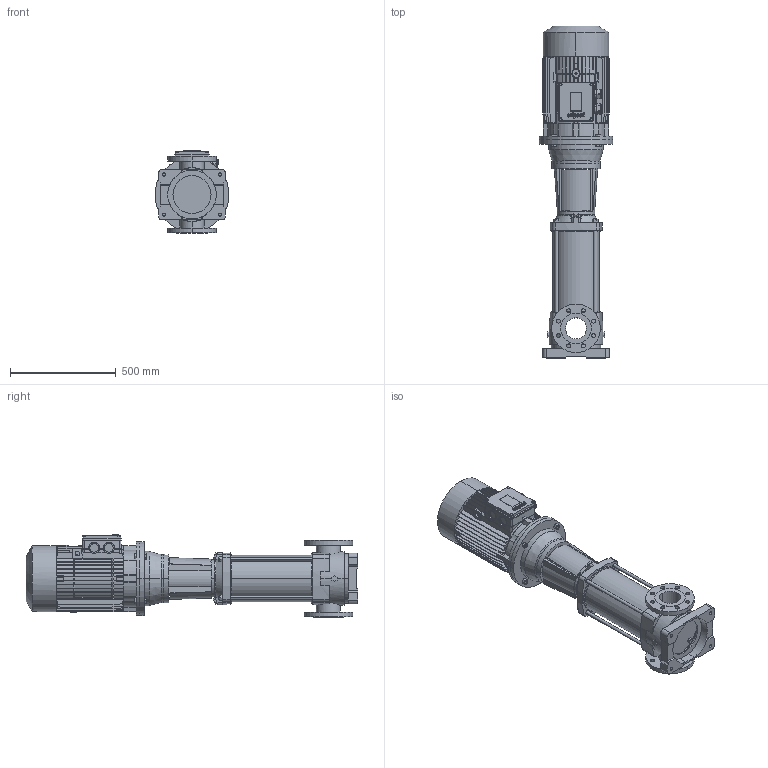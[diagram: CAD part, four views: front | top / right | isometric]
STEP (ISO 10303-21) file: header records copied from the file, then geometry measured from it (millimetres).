
FILE_DESCRIPTION (( 'STEP AP214' ), '1' );
FILE_NAME ('4.93.632.06swa01.step', '2023-01-20T10:16:19', ( '' ), ( '' ), 'SwSTEP 2.0', 'SolidWorks 2020', '' );
FILE_SCHEMA (( 'AUTOMOTIVE_DESIGN' ));
Length unit declared in the file: millimetre
Products named in the file (8): 10000023swn00_M16x50 6.8 ZINCATA; 10007576swa02_M160; 10007573swp01_160 VER; 4.93.632.06swa01; 10000007swn00_M16 A2-70; 10007670swn00_M40x1.5; 4.93.631.05swp01; 10007568swp00_M160 B5-De350
Assembly tree (14 placements, depth 3):
  4.93.632.06swa01
    4.93.631.05swp01
    10007576swa02_M160
      10007568swp00_M160 B5-De350
      10007573swp01_160 VER
      10007670swn00_M40x1.5  x2
    10000023swn00_M16x50 6.8 ZINCATA  x4
    10000007swn00_M16 A2-70  x4
Bounding box: 350 x 1571.4 x 389.2 mm (x, y, z)
Volume: 36883022.7 mm3; surface area: 4048870.4 mm2
Topology: 12 solids, 44 shells, 2100 faces, 5430 edges, 3515 vertices
Faces by surface type: plane 1234, cylinder 473, cone 284, bspline 101, torus 8
Full cylindrical faces by diameter (mm): 18.631 x1
Entity records: 63741 total; most frequent: CARTESIAN_POINT 17126, ORIENTED_EDGE 9863, DIRECTION 8862, EDGE_CURVE 4933, VERTEX_POINT 3240, VECTOR 3168, LINE 3168, AXIS2_PLACEMENT_3D 2847
